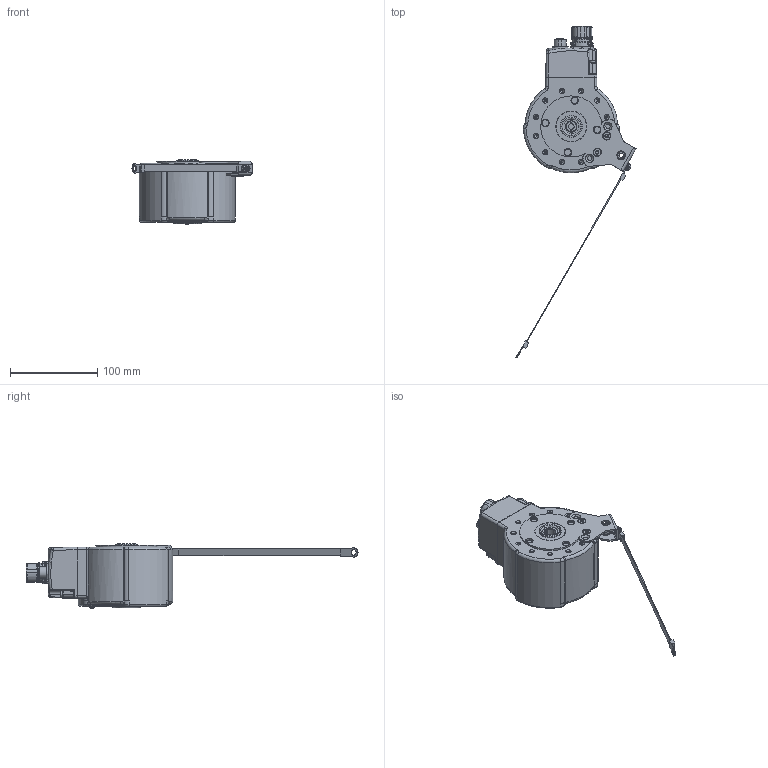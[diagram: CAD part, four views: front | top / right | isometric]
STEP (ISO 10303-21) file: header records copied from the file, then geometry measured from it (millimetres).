
FILE_DESCRIPTION((''),'2;1');
FILE_NAME('809820-K01_ASM_SW0001','2011-11-10T',('SE2994'),(''),'PRO/ENGINEER BY PARAMETRIC TECHNOLOGY CORPORATION, 2010180','PRO/ENGINEER BY PARAMETRIC TECHNOLOGY CORPORATION, 2010180','');
FILE_SCHEMA(('CONFIG_CONTROL_DESIGN','SHAPE_APPEARANCE_LAYERS_GROUPS'));
Length unit declared in the file: millimetre
Products named in the file (1): 809820-K01_ASM_SW0001
Bounding box: 137.57 x 380.38 x 73.8 mm (x, y, z)
Volume: 310447.1 mm3; surface area: 130324.5 mm2
Topology: 2 solids, 4 shells, 1709 faces, 4484 edges, 2824 vertices
Faces by surface type: cylinder 719, plane 430, torus 199, cone 154, bspline 148, sphere 46, revolution 10, extrusion 3
Entity records: 78962 total; most frequent: CARTESIAN_POINT 23978, DIRECTION 9186, ORIENTED_EDGE 8820, EDGE_CURVE 4410, AXIS2_PLACEMENT_3D 3903, VERTEX_POINT 2823, CIRCLE 2355, FILL_AREA_STYLE_COLOUR 1963
